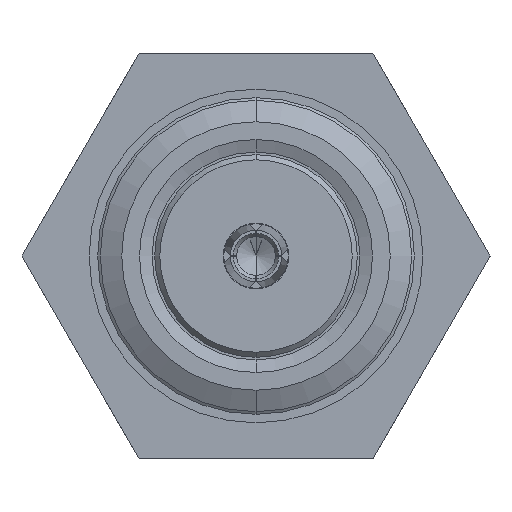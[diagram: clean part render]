
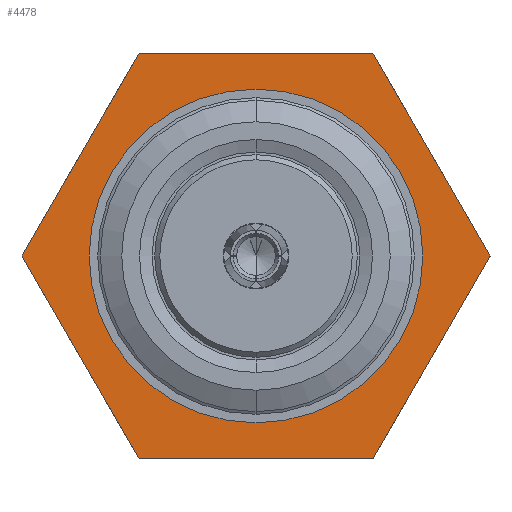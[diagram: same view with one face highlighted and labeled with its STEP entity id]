
A CAD part, front view. The second image highlights one B-rep face of the part: STEP entity #4478.
In plain terms, the highlighted face is planar.
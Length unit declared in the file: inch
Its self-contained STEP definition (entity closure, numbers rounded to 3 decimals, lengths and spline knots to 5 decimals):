
#43 = LINE ( 'NONE', #3339, #3171 ) ;
#72 = DIRECTION ( 'NONE',  ( 0., -0.5, 0.866 ) ) ;
#104 = ORIENTED_EDGE ( 'NONE', *, *, #1253, .T. ) ;
#138 = DIRECTION ( 'NONE',  ( 1., 0., 0. ) ) ;
#152 = CARTESIAN_POINT ( 'NONE',  ( -0.27991, -0.09092, -0.15748 ) ) ;
#196 = CARTESIAN_POINT ( 'NONE',  ( -0.27991, 0., 0. ) ) ;
#197 = VECTOR ( 'NONE', #3031, 39.37008 ) ;
#400 = DIRECTION ( 'NONE',  ( 1., 0., 0. ) ) ;
#401 = ORIENTED_EDGE ( 'NONE', *, *, #1420, .F. ) ;
#407 = DIRECTION ( 'NONE',  ( 0., 0.5, -0.866 ) ) ;
#490 = CARTESIAN_POINT ( 'NONE',  ( -0.27991, -0.09092, 0.15748 ) ) ;
#752 = EDGE_CURVE ( 'NONE', #3962, #2754, #791, .T. ) ;
#791 = LINE ( 'NONE', #4085, #4721 ) ;
#795 = EDGE_CURVE ( 'NONE', #2859, #2470, #6099, .T. ) ;
#844 = PLANE ( 'NONE',  #5345 ) ;
#1073 = VERTEX_POINT ( 'NONE', #2717 ) ;
#1091 = ORIENTED_EDGE ( 'NONE', *, *, #3408, .T. ) ;
#1098 = CARTESIAN_POINT ( 'NONE',  ( -0.27991, -0.18184, 0. ) ) ;
#1253 = EDGE_CURVE ( 'NONE', #4001, #5283, #2759, .T. ) ;
#1281 = CARTESIAN_POINT ( 'NONE',  ( -0.27991, 0., 0. ) ) ;
#1298 = VECTOR ( 'NONE', #407, 39.37008 ) ;
#1420 = EDGE_CURVE ( 'NONE', #2470, #2859, #3681, .T. ) ;
#1467 = ORIENTED_EDGE ( 'NONE', *, *, #795, .F. ) ;
#1609 = VERTEX_POINT ( 'NONE', #5924 ) ;
#2065 = LINE ( 'NONE', #5446, #197 ) ;
#2130 = CARTESIAN_POINT ( 'NONE',  ( -0.27991, 0.09092, 0.15748 ) ) ;
#2219 = FACE_OUTER_BOUND ( 'NONE', #5252, .T. ) ;
#2259 = DIRECTION ( 'NONE',  ( 0., -1., 0. ) ) ;
#2470 = VERTEX_POINT ( 'NONE', #2887 ) ;
#2545 = LINE ( 'NONE', #4974, #4114 ) ;
#2717 = CARTESIAN_POINT ( 'NONE',  ( -0.27991, 0.09092, -0.15748 ) ) ;
#2721 = CARTESIAN_POINT ( 'NONE',  ( -0.27991, 0., 0. ) ) ;
#2754 = VERTEX_POINT ( 'NONE', #490 ) ;
#2759 = LINE ( 'NONE', #5523, #1298 ) ;
#2772 = DIRECTION ( 'NONE',  ( 1., 0., 0. ) ) ;
#2859 = VERTEX_POINT ( 'NONE', #2938 ) ;
#2870 = EDGE_LOOP ( 'NONE', ( #401, #1467 ) ) ;
#2887 = CARTESIAN_POINT ( 'NONE',  ( -0.27991, 0., -0.12967 ) ) ;
#2938 = CARTESIAN_POINT ( 'NONE',  ( -0.27991, 0., 0.12967 ) ) ;
#3031 = DIRECTION ( 'NONE',  ( 0., -0.5, -0.866 ) ) ;
#3115 = FACE_BOUND ( 'NONE', #2870, .T. ) ;
#3171 = VECTOR ( 'NONE', #72, 39.37008 ) ;
#3332 = CARTESIAN_POINT ( 'NONE',  ( -0.27991, -0.09092, -0.15748 ) ) ;
#3339 = CARTESIAN_POINT ( 'NONE',  ( -0.27991, 0.18184, 0. ) ) ;
#3408 = EDGE_CURVE ( 'NONE', #1609, #3962, #43, .T. ) ;
#3422 = LINE ( 'NONE', #152, #4448 ) ;
#3681 = CIRCLE ( 'NONE', #5660, 0.12967 ) ;
#3727 = ORIENTED_EDGE ( 'NONE', *, *, #752, .T. ) ;
#3762 = ORIENTED_EDGE ( 'NONE', *, *, #3961, .T. ) ;
#3961 = EDGE_CURVE ( 'NONE', #2754, #4001, #2065, .T. ) ;
#3962 = VERTEX_POINT ( 'NONE', #2130 ) ;
#4001 = VERTEX_POINT ( 'NONE', #1098 ) ;
#4085 = CARTESIAN_POINT ( 'NONE',  ( -0.27991, 0.09092, 0.15748 ) ) ;
#4114 = VECTOR ( 'NONE', #4511, 39.37008 ) ;
#4326 = EDGE_CURVE ( 'NONE', #5283, #1073, #3422, .T. ) ;
#4448 = VECTOR ( 'NONE', #5439, 39.37008 ) ;
#4478 = ADVANCED_FACE ( 'NONE', ( #3115, #2219 ), #844, .T. ) ;
#4511 = DIRECTION ( 'NONE',  ( 0., 0.5, 0.866 ) ) ;
#4601 = ORIENTED_EDGE ( 'NONE', *, *, #6027, .T. ) ;
#4721 = VECTOR ( 'NONE', #2259, 39.37008 ) ;
#4914 = AXIS2_PLACEMENT_3D ( 'NONE', #2721, #400, #4989 ) ;
#4974 = CARTESIAN_POINT ( 'NONE',  ( -0.27991, 0.09092, -0.15748 ) ) ;
#4989 = DIRECTION ( 'NONE',  ( 0., 0., -1. ) ) ;
#5218 = ORIENTED_EDGE ( 'NONE', *, *, #4326, .T. ) ;
#5252 = EDGE_LOOP ( 'NONE', ( #4601, #1091, #3727, #3762, #104, #5218 ) ) ;
#5283 = VERTEX_POINT ( 'NONE', #3332 ) ;
#5345 = AXIS2_PLACEMENT_3D ( 'NONE', #1281, #2772, #5473 ) ;
#5439 = DIRECTION ( 'NONE',  ( 0., 1., 0. ) ) ;
#5446 = CARTESIAN_POINT ( 'NONE',  ( -0.27991, -0.09092, 0.15748 ) ) ;
#5473 = DIRECTION ( 'NONE',  ( 0., 0., -1. ) ) ;
#5523 = CARTESIAN_POINT ( 'NONE',  ( -0.27991, -0.18184, 0. ) ) ;
#5660 = AXIS2_PLACEMENT_3D ( 'NONE', #196, #138, #5823 ) ;
#5823 = DIRECTION ( 'NONE',  ( 0., 0., -1. ) ) ;
#5924 = CARTESIAN_POINT ( 'NONE',  ( -0.27991, 0.18184, 0. ) ) ;
#6027 = EDGE_CURVE ( 'NONE', #1073, #1609, #2545, .T. ) ;
#6099 = CIRCLE ( 'NONE', #4914, 0.12967 ) ;
